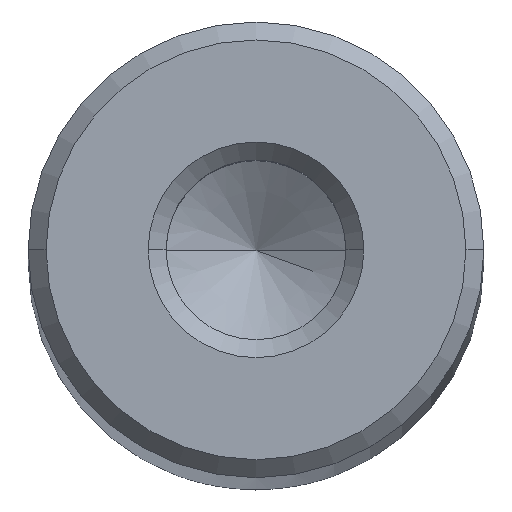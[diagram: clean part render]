
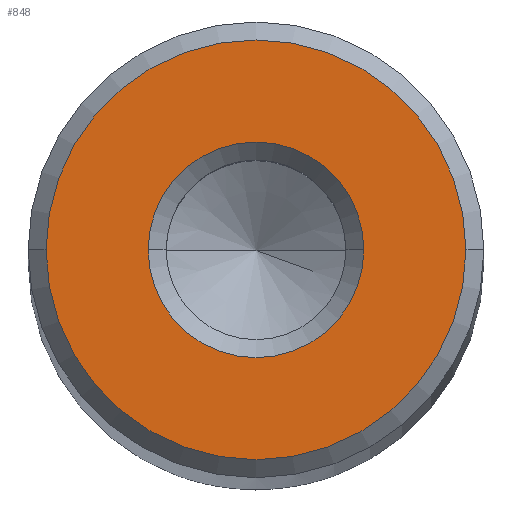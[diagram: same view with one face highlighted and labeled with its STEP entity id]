
A CAD part, top view. The second image highlights one B-rep face of the part: STEP entity #848.
In plain terms, the highlighted planar face has unit normal (0, 0, 1).
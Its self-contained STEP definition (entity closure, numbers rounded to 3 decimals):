
#63 = CARTESIAN_POINT ( 'NONE',  ( 0., 0., 200. ) ) ;
#410 = DIRECTION ( 'NONE',  ( 1., 0., 0. ) ) ;
#434 = CIRCLE ( 'NONE', #827, 3. ) ;
#485 = VERTEX_POINT ( 'NONE', #2503 ) ;
#549 = CIRCLE ( 'NONE', #2773, 3. ) ;
#637 = VERTEX_POINT ( 'NONE', #1543 ) ;
#700 = DIRECTION ( 'NONE',  ( 0., 0., 1. ) ) ;
#812 = VERTEX_POINT ( 'NONE', #2709 ) ;
#827 = AXIS2_PLACEMENT_3D ( 'NONE', #63, #2244, #410 ) ;
#848 = ADVANCED_FACE ( 'NONE', ( #1564, #2164 ), #2228, .T. ) ;
#942 = DIRECTION ( 'NONE',  ( 1., 0., 0. ) ) ;
#964 = EDGE_LOOP ( 'NONE', ( #3001, #2777 ) ) ;
#992 = CARTESIAN_POINT ( 'NONE',  ( 0., 0., 200. ) ) ;
#1541 = EDGE_CURVE ( 'NONE', #1879, #812, #549, .T. ) ;
#1543 = CARTESIAN_POINT ( 'NONE',  ( -5.84, 0., 200. ) ) ;
#1564 = FACE_BOUND ( 'NONE', #3874, .T. ) ;
#1826 = DIRECTION ( 'NONE',  ( 0., 0., 1. ) ) ;
#1855 = CARTESIAN_POINT ( 'NONE',  ( 0., 0., 200. ) ) ;
#1879 = VERTEX_POINT ( 'NONE', #3921 ) ;
#1919 = DIRECTION ( 'NONE',  ( 1., 0., 0. ) ) ;
#1955 = ORIENTED_EDGE ( 'NONE', *, *, #1541, .T. ) ;
#1987 = CIRCLE ( 'NONE', #2689, 5.84 ) ;
#2164 = FACE_OUTER_BOUND ( 'NONE', #964, .T. ) ;
#2177 = DIRECTION ( 'NONE',  ( 0., 0., 1. ) ) ;
#2183 = CARTESIAN_POINT ( 'NONE',  ( 0., 0., 200. ) ) ;
#2228 = PLANE ( 'NONE',  #2513 ) ;
#2244 = DIRECTION ( 'NONE',  ( 0., 0., -1. ) ) ;
#2503 = CARTESIAN_POINT ( 'NONE',  ( 5.84, 0., 200. ) ) ;
#2513 = AXIS2_PLACEMENT_3D ( 'NONE', #2183, #1826, #3406 ) ;
#2546 = EDGE_CURVE ( 'NONE', #485, #637, #1987, .T. ) ;
#2689 = AXIS2_PLACEMENT_3D ( 'NONE', #992, #700, #2757 ) ;
#2709 = CARTESIAN_POINT ( 'NONE',  ( 3., 0., 200. ) ) ;
#2757 = DIRECTION ( 'NONE',  ( 1., 0., 0. ) ) ;
#2773 = AXIS2_PLACEMENT_3D ( 'NONE', #1855, #3398, #942 ) ;
#2777 = ORIENTED_EDGE ( 'NONE', *, *, #2546, .T. ) ;
#2871 = EDGE_CURVE ( 'NONE', #637, #485, #2881, .T. ) ;
#2881 = CIRCLE ( 'NONE', #3402, 5.84 ) ;
#2929 = EDGE_CURVE ( 'NONE', #812, #1879, #434, .T. ) ;
#3001 = ORIENTED_EDGE ( 'NONE', *, *, #2871, .T. ) ;
#3194 = ORIENTED_EDGE ( 'NONE', *, *, #2929, .T. ) ;
#3398 = DIRECTION ( 'NONE',  ( 0., 0., -1. ) ) ;
#3402 = AXIS2_PLACEMENT_3D ( 'NONE', #3421, #2177, #1919 ) ;
#3406 = DIRECTION ( 'NONE',  ( 1., 0., 0. ) ) ;
#3421 = CARTESIAN_POINT ( 'NONE',  ( 0., 0., 200. ) ) ;
#3874 = EDGE_LOOP ( 'NONE', ( #3194, #1955 ) ) ;
#3921 = CARTESIAN_POINT ( 'NONE',  ( -3., 0., 200. ) ) ;
